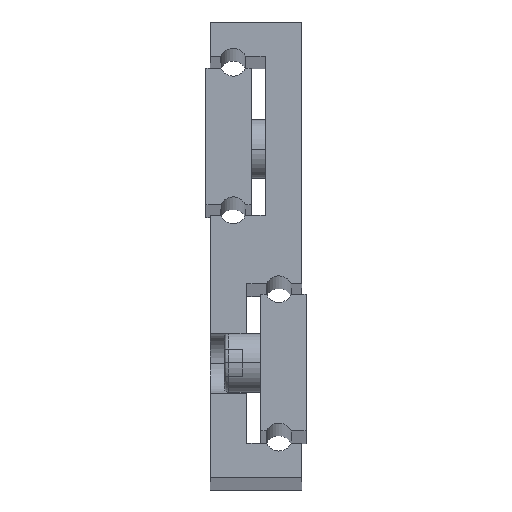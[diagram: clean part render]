
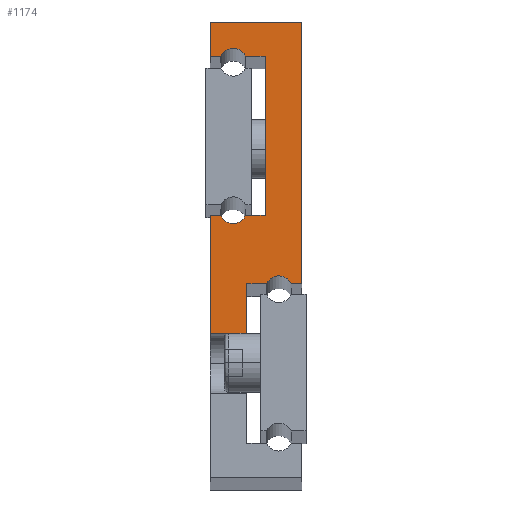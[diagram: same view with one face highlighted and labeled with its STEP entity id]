
A CAD part, top view. The second image highlights one B-rep face of the part: STEP entity #1174.
In plain terms, the highlighted planar face has unit normal (0, 0, 1).
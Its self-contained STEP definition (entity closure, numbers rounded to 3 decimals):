
#7 = LINE ( 'NONE', #355, #1021 ) ;
#18 = LINE ( 'NONE', #1203, #1789 ) ;
#36 = EDGE_CURVE ( 'NONE', #941, #2117, #1509, .T. ) ;
#61 = CARTESIAN_POINT ( 'NONE',  ( 20., 100., 800. ) ) ;
#63 = EDGE_CURVE ( 'NONE', #1984, #1836, #1668, .T. ) ;
#68 = ORIENTED_EDGE ( 'NONE', *, *, #585, .T. ) ;
#80 = LINE ( 'NONE', #1296, #578 ) ;
#84 = CARTESIAN_POINT ( 'NONE',  ( 0., 57.5, 800. ) ) ;
#87 = VECTOR ( 'NONE', #1685, 1000. ) ;
#92 = ORIENTED_EDGE ( 'NONE', *, *, #1161, .T. ) ;
#119 = LINE ( 'NONE', #799, #87 ) ;
#126 = CIRCLE ( 'NONE', #982, 3. ) ;
#129 = CARTESIAN_POINT ( 'NONE',  ( 7.727, 92.5, 800. ) ) ;
#163 = VECTOR ( 'NONE', #1586, 1000. ) ;
#166 = DIRECTION ( 'NONE',  ( 0., -1., 0. ) ) ;
#192 = VERTEX_POINT ( 'NONE', #1932 ) ;
#211 = CARTESIAN_POINT ( 'NONE',  ( 5., 58.75, 800. ) ) ;
#212 = VERTEX_POINT ( 'NONE', #1058 ) ;
#222 = CARTESIAN_POINT ( 'NONE',  ( 8., 7.5, 800. ) ) ;
#243 = CIRCLE ( 'NONE', #1863, 3. ) ;
#247 = DIRECTION ( 'NONE',  ( 0., -1., 0. ) ) ;
#250 = VERTEX_POINT ( 'NONE', #518 ) ;
#275 = LINE ( 'NONE', #772, #1224 ) ;
#279 = DIRECTION ( 'NONE',  ( 1., 0., 0. ) ) ;
#294 = CARTESIAN_POINT ( 'NONE',  ( 0., 0., 800. ) ) ;
#297 = VECTOR ( 'NONE', #1638, 1000. ) ;
#299 = LINE ( 'NONE', #129, #663 ) ;
#304 = CARTESIAN_POINT ( 'NONE',  ( 2.273, 57.5, 800. ) ) ;
#307 = LINE ( 'NONE', #660, #1087 ) ;
#324 = DIRECTION ( 'NONE',  ( 1., 0., 0. ) ) ;
#340 = VERTEX_POINT ( 'NONE', #1964 ) ;
#355 = CARTESIAN_POINT ( 'NONE',  ( 20., 42.5, 800. ) ) ;
#363 = DIRECTION ( 'NONE',  ( 0., -1., 0. ) ) ;
#378 = CARTESIAN_POINT ( 'NONE',  ( 12.273, 42.5, 800. ) ) ;
#379 = VERTEX_POINT ( 'NONE', #780 ) ;
#396 = ORIENTED_EDGE ( 'NONE', *, *, #853, .T. ) ;
#401 = VECTOR ( 'NONE', #166, 1000. ) ;
#418 = DIRECTION ( 'NONE',  ( 0., 0., -1. ) ) ;
#428 = CARTESIAN_POINT ( 'NONE',  ( 20., 42.5, 800. ) ) ;
#432 = CARTESIAN_POINT ( 'NONE',  ( 2.273, 92.5, 800. ) ) ;
#449 = EDGE_CURVE ( 'NONE', #212, #1659, #1423, .T. ) ;
#476 = AXIS2_PLACEMENT_3D ( 'NONE', #593, #418, #1315 ) ;
#518 = CARTESIAN_POINT ( 'NONE',  ( 0., 92.5, 800. ) ) ;
#527 = ORIENTED_EDGE ( 'NONE', *, *, #666, .T. ) ;
#578 = VECTOR ( 'NONE', #1620, 1000. ) ;
#585 = EDGE_CURVE ( 'NONE', #250, #2056, #989, .T. ) ;
#593 = CARTESIAN_POINT ( 'NONE',  ( 5., 58.75, 800. ) ) ;
#596 = ORIENTED_EDGE ( 'NONE', *, *, #36, .T. ) ;
#602 = CARTESIAN_POINT ( 'NONE',  ( 8., 31.5, 800. ) ) ;
#604 = CARTESIAN_POINT ( 'NONE',  ( 17.727, 42.5, 800. ) ) ;
#605 = VERTEX_POINT ( 'NONE', #378 ) ;
#616 = EDGE_CURVE ( 'NONE', #2117, #250, #18, .T. ) ;
#659 = DIRECTION ( 'NONE',  ( -1., 0., 0. ) ) ;
#660 = CARTESIAN_POINT ( 'NONE',  ( 0., 57.5, 800. ) ) ;
#663 = VECTOR ( 'NONE', #279, 1000. ) ;
#666 = EDGE_CURVE ( 'NONE', #1646, #1225, #7, .T. ) ;
#685 = DIRECTION ( 'NONE',  ( 1., 0., 0. ) ) ;
#718 = EDGE_CURVE ( 'NONE', #2056, #340, #243, .T. ) ;
#772 = CARTESIAN_POINT ( 'NONE',  ( 0., 31.5, 800. ) ) ;
#780 = CARTESIAN_POINT ( 'NONE',  ( 8., 42.5, 800. ) ) ;
#799 = CARTESIAN_POINT ( 'NONE',  ( 12.273, 42.5, 800. ) ) ;
#804 = ORIENTED_EDGE ( 'NONE', *, *, #1061, .T. ) ;
#840 = ORIENTED_EDGE ( 'NONE', *, *, #449, .T. ) ;
#843 = DIRECTION ( 'NONE',  ( -1., 0., 0. ) ) ;
#853 = EDGE_CURVE ( 'NONE', #340, #212, #299, .T. ) ;
#879 = LINE ( 'NONE', #222, #163 ) ;
#887 = DIRECTION ( 'NONE',  ( 0., 0., -1. ) ) ;
#941 = VERTEX_POINT ( 'NONE', #968 ) ;
#968 = CARTESIAN_POINT ( 'NONE',  ( 20., 100., 800. ) ) ;
#982 = AXIS2_PLACEMENT_3D ( 'NONE', #211, #887, #1584 ) ;
#989 = LINE ( 'NONE', #2029, #1137 ) ;
#996 = ORIENTED_EDGE ( 'NONE', *, *, #1830, .T. ) ;
#1021 = VECTOR ( 'NONE', #685, 1000. ) ;
#1058 = CARTESIAN_POINT ( 'NONE',  ( 12., 92.5, 800. ) ) ;
#1061 = EDGE_CURVE ( 'NONE', #1992, #379, #879, .T. ) ;
#1087 = VECTOR ( 'NONE', #1345, 1000. ) ;
#1109 = ORIENTED_EDGE ( 'NONE', *, *, #616, .T. ) ;
#1119 = EDGE_CURVE ( 'NONE', #1836, #1992, #275, .T. ) ;
#1122 = FACE_OUTER_BOUND ( 'NONE', #1506, .T. ) ;
#1131 = AXIS2_PLACEMENT_3D ( 'NONE', #1508, #1496, #843 ) ;
#1133 = PLANE ( 'NONE',  #476 ) ;
#1137 = VECTOR ( 'NONE', #324, 1000. ) ;
#1161 = EDGE_CURVE ( 'NONE', #1659, #192, #80, .T. ) ;
#1174 = ADVANCED_FACE ( 'NONE', ( #1122 ), #1133, .F. ) ;
#1183 = VECTOR ( 'NONE', #659, 1000. ) ;
#1203 = CARTESIAN_POINT ( 'NONE',  ( 0., 100., 800. ) ) ;
#1221 = ORIENTED_EDGE ( 'NONE', *, *, #1353, .T. ) ;
#1224 = VECTOR ( 'NONE', #1993, 1000. ) ;
#1225 = VERTEX_POINT ( 'NONE', #428 ) ;
#1253 = CARTESIAN_POINT ( 'NONE',  ( 5., 91.25, 800. ) ) ;
#1296 = CARTESIAN_POINT ( 'NONE',  ( 7.727, 57.5, 800. ) ) ;
#1315 = DIRECTION ( 'NONE',  ( -1., 0., 0. ) ) ;
#1322 = CARTESIAN_POINT ( 'NONE',  ( 0., 31.5, 800. ) ) ;
#1345 = DIRECTION ( 'NONE',  ( -1., 0., 0. ) ) ;
#1353 = EDGE_CURVE ( 'NONE', #1864, #1984, #307, .T. ) ;
#1423 = LINE ( 'NONE', #1790, #1826 ) ;
#1446 = ORIENTED_EDGE ( 'NONE', *, *, #718, .T. ) ;
#1496 = DIRECTION ( 'NONE',  ( 0., 0., -1. ) ) ;
#1506 = EDGE_LOOP ( 'NONE', ( #2161, #1669, #804, #1526, #996, #527, #2173, #596, #1109, #68, #1446, #396, #840, #92, #1766, #1221 ) ) ;
#1508 = CARTESIAN_POINT ( 'NONE',  ( 15., 41.25, 800. ) ) ;
#1509 = LINE ( 'NONE', #2211, #1183 ) ;
#1512 = EDGE_CURVE ( 'NONE', #192, #1864, #126, .T. ) ;
#1526 = ORIENTED_EDGE ( 'NONE', *, *, #2198, .T. ) ;
#1584 = DIRECTION ( 'NONE',  ( -1., 0., 0. ) ) ;
#1586 = DIRECTION ( 'NONE',  ( 0., 1., 0. ) ) ;
#1620 = DIRECTION ( 'NONE',  ( -1., 0., 0. ) ) ;
#1638 = DIRECTION ( 'NONE',  ( 0., 1., 0. ) ) ;
#1646 = VERTEX_POINT ( 'NONE', #604 ) ;
#1659 = VERTEX_POINT ( 'NONE', #2157 ) ;
#1668 = LINE ( 'NONE', #294, #401 ) ;
#1669 = ORIENTED_EDGE ( 'NONE', *, *, #1119, .T. ) ;
#1685 = DIRECTION ( 'NONE',  ( 1., 0., 0. ) ) ;
#1766 = ORIENTED_EDGE ( 'NONE', *, *, #1512, .T. ) ;
#1773 = DIRECTION ( 'NONE',  ( 1., 0., 0. ) ) ;
#1789 = VECTOR ( 'NONE', #363, 1000. ) ;
#1790 = CARTESIAN_POINT ( 'NONE',  ( 12., 92.5, 800. ) ) ;
#1826 = VECTOR ( 'NONE', #247, 1000. ) ;
#1830 = EDGE_CURVE ( 'NONE', #605, #1646, #2206, .T. ) ;
#1836 = VERTEX_POINT ( 'NONE', #1322 ) ;
#1863 = AXIS2_PLACEMENT_3D ( 'NONE', #1253, #1960, #1773 ) ;
#1864 = VERTEX_POINT ( 'NONE', #304 ) ;
#1875 = CARTESIAN_POINT ( 'NONE',  ( 0., 100., 800. ) ) ;
#1932 = CARTESIAN_POINT ( 'NONE',  ( 7.727, 57.5, 800. ) ) ;
#1960 = DIRECTION ( 'NONE',  ( 0., 0., -1. ) ) ;
#1964 = CARTESIAN_POINT ( 'NONE',  ( 7.727, 92.5, 800. ) ) ;
#1984 = VERTEX_POINT ( 'NONE', #84 ) ;
#1992 = VERTEX_POINT ( 'NONE', #602 ) ;
#1993 = DIRECTION ( 'NONE',  ( 1., 0., 0. ) ) ;
#2029 = CARTESIAN_POINT ( 'NONE',  ( 0., 92.5, 800. ) ) ;
#2042 = EDGE_CURVE ( 'NONE', #1225, #941, #2153, .T. ) ;
#2056 = VERTEX_POINT ( 'NONE', #432 ) ;
#2117 = VERTEX_POINT ( 'NONE', #1875 ) ;
#2153 = LINE ( 'NONE', #61, #297 ) ;
#2157 = CARTESIAN_POINT ( 'NONE',  ( 12., 57.5, 800. ) ) ;
#2161 = ORIENTED_EDGE ( 'NONE', *, *, #63, .T. ) ;
#2173 = ORIENTED_EDGE ( 'NONE', *, *, #2042, .T. ) ;
#2198 = EDGE_CURVE ( 'NONE', #379, #605, #119, .T. ) ;
#2206 = CIRCLE ( 'NONE', #1131, 3. ) ;
#2211 = CARTESIAN_POINT ( 'NONE',  ( 20., 100., 800. ) ) ;
